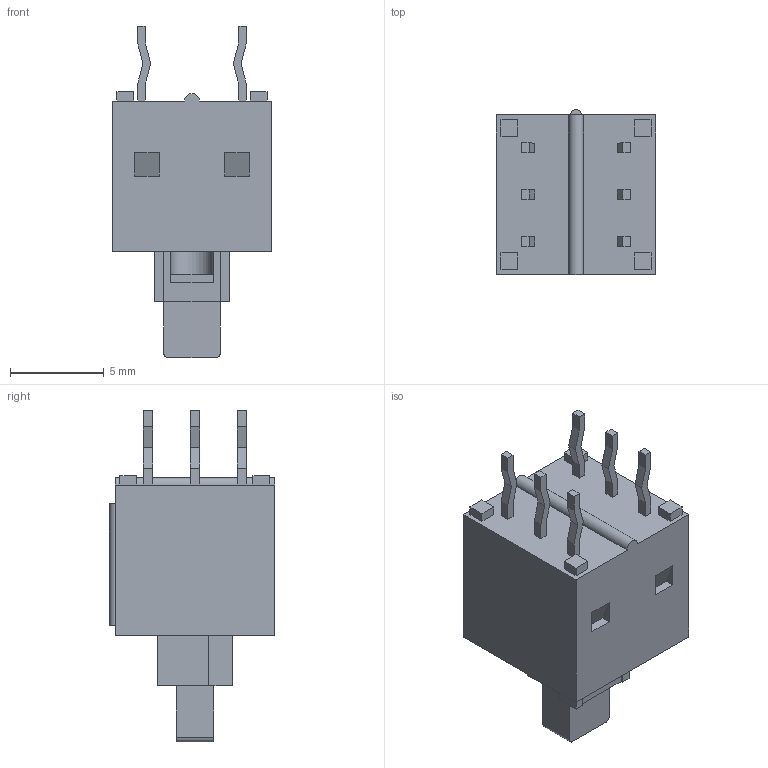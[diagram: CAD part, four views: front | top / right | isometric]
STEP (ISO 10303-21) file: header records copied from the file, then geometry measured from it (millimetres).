
FILE_DESCRIPTION((' '),'2;1');
FILE_NAME('TL2201xxXB.stp','2017-07-26T16:06:46',(' '),(' '),' ','ACIS',' ');
FILE_SCHEMA(('CONFIG_CONTROL_DESIGN'));
Length unit declared in the file: inch
Products named in the file (1): TL2201xxXB.stp
Bounding box: 8.5 x 8.8 x 17.7 mm (x, y, z)
Volume: 397.6 mm3; surface area: 1050 mm2
Topology: 1 solids, 1 shells, 226 faces, 608 edges, 400 vertices
Faces by surface type: plane 219, cylinder 7
Entity records: 7043 total; most frequent: CARTESIAN_POINT 1235, ORIENTED_EDGE 1216, DIRECTION 1076, EDGE_CURVE 608, VECTOR 594, LINE 594, VERTEX_POINT 400, EDGE_LOOP 250
